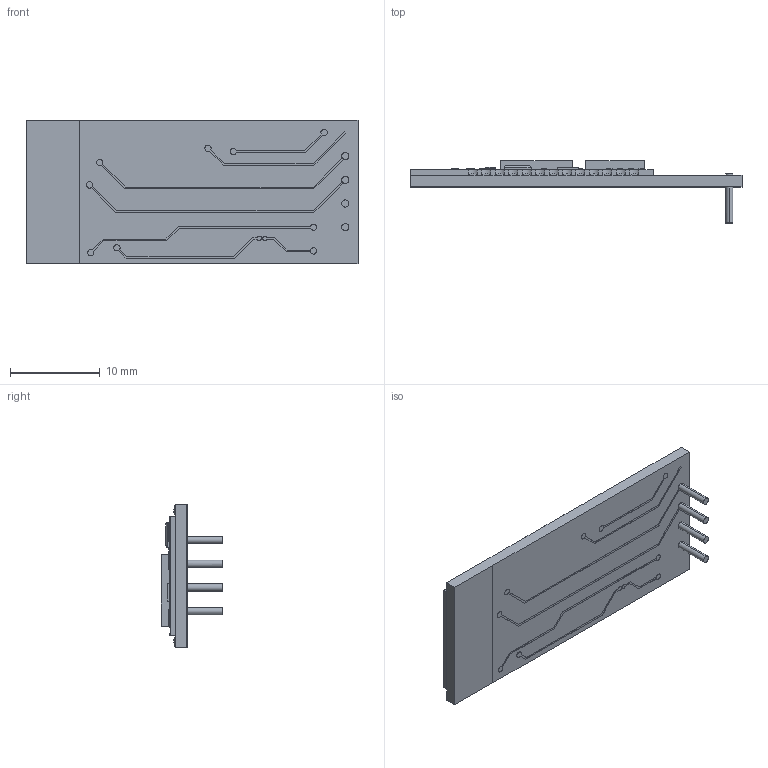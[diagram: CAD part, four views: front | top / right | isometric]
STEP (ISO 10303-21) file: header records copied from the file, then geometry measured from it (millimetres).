
FILE_DESCRIPTION (( 'STEP AP214' ), '1' );
FILE_NAME ('HC-05.STEP', '2020-02-22T12:04:49', ( 'PC' ), ( '' ), 'SwSTEP 2.0', 'SolidWorks 2018', '' );
FILE_SCHEMA (( 'AUTOMOTIVE_DESIGN' ));
Length unit declared in the file: millimetre
Products named in the file (1): HC-05
Bounding box: 37 x 6.9 x 16 mm (x, y, z)
Volume: 1116.9 mm3; surface area: 1504.8 mm2
Topology: 1 solids, 1 shells, 666 faces, 1749 edges, 1122 vertices
Faces by surface type: plane 498, cylinder 134, bspline 34
Entity records: 32875 total; most frequent: CARTESIAN_POINT 9741, ORIENTED_EDGE 3498, DIRECTION 3071, EDGE_CURVE 1749, LINE 1371, VECTOR 1371, VERTEX_POINT 1122, AXIS2_PLACEMENT_3D 850
